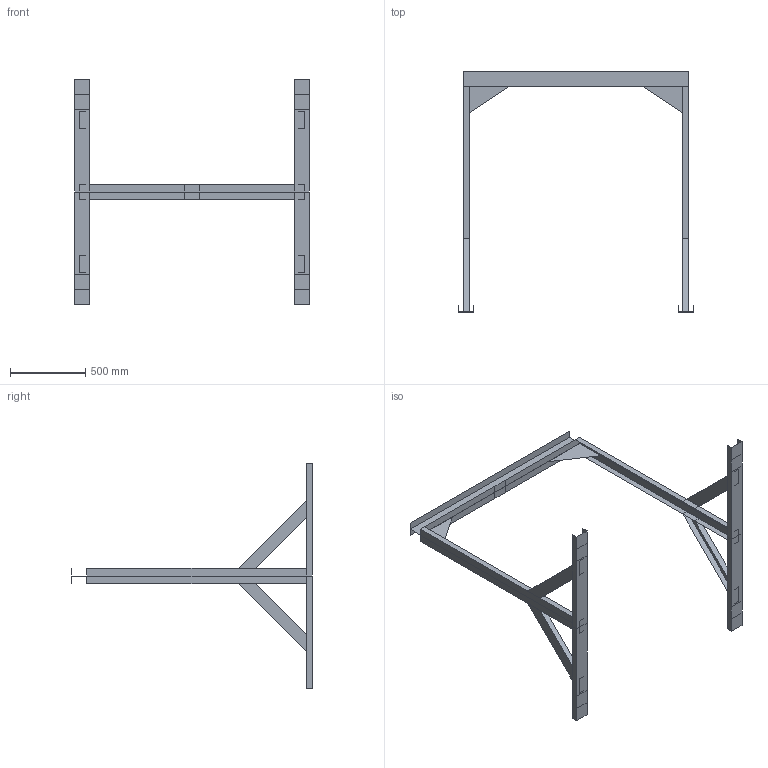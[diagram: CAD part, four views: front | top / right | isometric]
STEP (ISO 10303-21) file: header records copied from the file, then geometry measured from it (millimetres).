
FILE_DESCRIPTION (( 'STEP AP214' ), '1' );
FILE_NAME ('Crane.STEP', '2020-10-11T18:27:03', ( '' ), ( '' ), 'SwSTEP 2.0', 'SolidWorks 2020', '' );
FILE_SCHEMA (( 'AUTOMOTIVE_DESIGN' ));
Length unit declared in the file: millimetre
Products named in the file (1): Crane
Bounding box: 1560 x 1600 x 1500 mm (x, y, z)
Surface area: 1983708.5 mm2 (no closed solid volume)
Topology: 0 solids, 13 shells, 51 faces, 158 edges, 120 vertices
Faces by surface type: plane 51
Entity records: 1699 total; most frequent: CARTESIAN_POINT 330, DIRECTION 262, ORIENTED_EDGE 218, VECTOR 158, EDGE_CURVE 158, LINE 158, VERTEX_POINT 120, AXIS2_PLACEMENT_3D 52
